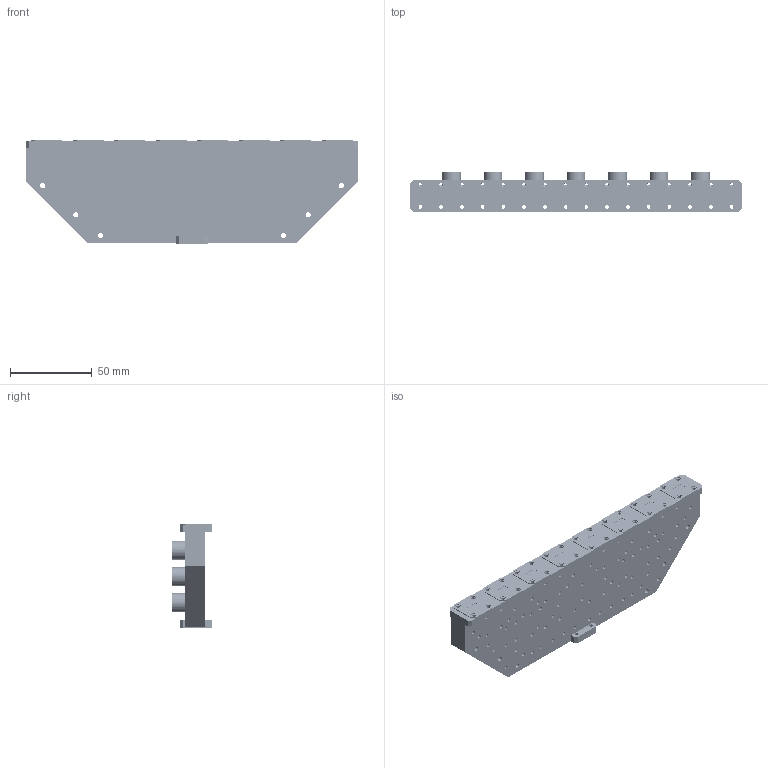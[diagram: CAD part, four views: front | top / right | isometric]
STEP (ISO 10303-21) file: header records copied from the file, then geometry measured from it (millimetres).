
FILE_DESCRIPTION (( 'STEP AP203' ), '1' );
FILE_NAME ('SWP-29331308-28-E1.STEP', '2019-08-23T00:24:40', ( '' ), ( '' ), 'SwSTEP 2.0', 'SolidWorks 2016', '' );
FILE_SCHEMA (( 'CONFIG_CONTROL_DESIGN' ));
Length unit declared in the file: inch
Products named in the file (1): SWP-29331308-28-E1
Bounding box: 203.2 x 24 x 63.5 mm (x, y, z)
Volume: 144000.8 mm3; surface area: 74222.5 mm2
Topology: 2 solids, 2 shells, 3553 faces, 7624 edges, 4551 vertices
Faces by surface type: plane 1291, cylinder 1174, cone 1088
Entity records: 98727 total; most frequent: CARTESIAN_POINT 20087, DIRECTION 17404, ORIENTED_EDGE 15188, EDGE_CURVE 7594, AXIS2_PLACEMENT_3D 6972, VERTEX_POINT 4551, EDGE_LOOP 4343, FACE_OUTER_BOUND 3553
